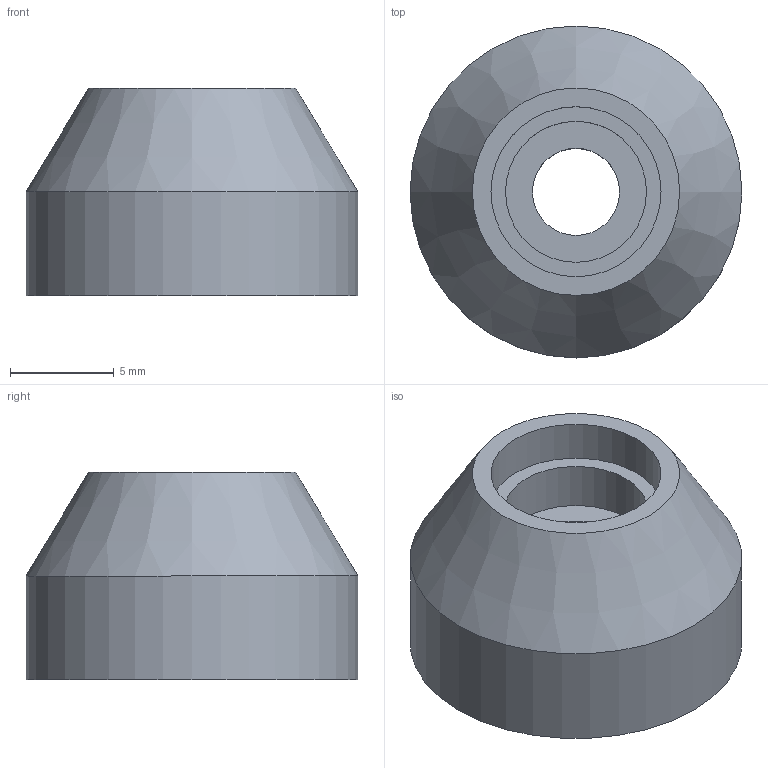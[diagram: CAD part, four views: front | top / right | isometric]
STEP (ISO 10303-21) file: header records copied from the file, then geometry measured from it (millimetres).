
FILE_DESCRIPTION(('FreeCAD Model'),'2;1');
FILE_NAME('footer.step','2018-02-02T21:31:02',( 'Author'),(''),'Open CASCADE STEP processor 6.9','FreeCAD','Unknown' );
FILE_SCHEMA(('AUTOMOTIVE_DESIGN_CC2 { 1 2 10303 214 -1 1 5 4 }'));
Length unit declared in the file: millimetre
Products named in the file (2): ASSEMBLY; refine_Pocket002
Assembly tree (1 placements, depth 2):
  ASSEMBLY
    refine_Pocket002
Bounding box: 16 x 16 x 10 mm (x, y, z)
Volume: 1412.6 mm3; surface area: 917.2 mm2
Topology: 1 solids, 1 shells, 9 faces, 14 edges, 9 vertices
Faces by surface type: plane 4, cylinder 4, cone 1
Full cylindrical faces by diameter (mm): 4.2 x1, 6.8 x1, 8.2 x1, 16 x1
Entity records: 440 total; most frequent: CARTESIAN_POINT 74, DIRECTION 71, ORIENTED_EDGE 28, PCURVE 28, DEFINITIONAL_REPRESENTATION 28, LINE 25, VECTOR 25, AXIS2_PLACEMENT_3D 20
